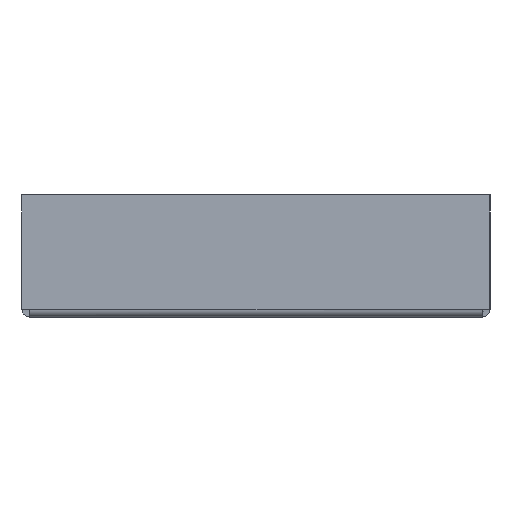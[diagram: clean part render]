
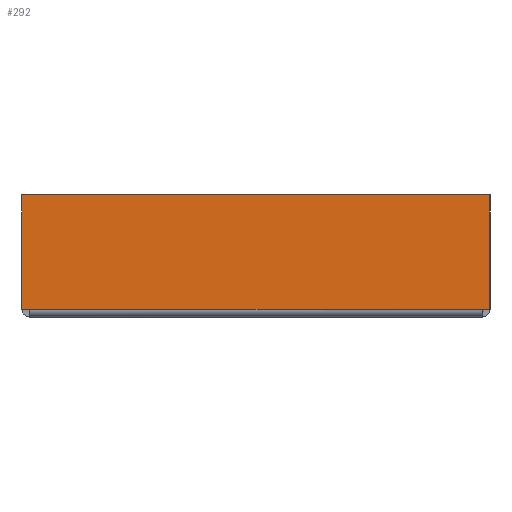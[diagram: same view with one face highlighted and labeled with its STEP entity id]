
A CAD part, left-side view. The second image highlights one B-rep face of the part: STEP entity #292.
In plain terms, the highlighted planar face has unit normal (-1, 0, 0).
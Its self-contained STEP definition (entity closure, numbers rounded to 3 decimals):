
#103 = PLANE ( 'NONE',  #1092 ) ;
#108 = DIRECTION ( 'NONE',  ( 0., -1., 0. ) ) ;
#125 = CARTESIAN_POINT ( 'NONE',  ( -88., -60.493, 2.1 ) ) ;
#144 = DIRECTION ( 'NONE',  ( 0., -1., 0. ) ) ;
#182 = VERTEX_POINT ( 'NONE', #392 ) ;
#292 = ADVANCED_FACE ( 'NONE', ( #1830 ), #103, .F. ) ;
#358 = EDGE_CURVE ( 'NONE', #182, #501, #1740, .T. ) ;
#392 = CARTESIAN_POINT ( 'NONE',  ( -88., 60.493, 2.1 ) ) ;
#423 = ORIENTED_EDGE ( 'NONE', *, *, #1116, .F. ) ;
#437 = VECTOR ( 'NONE', #144, 1000. ) ;
#448 = ORIENTED_EDGE ( 'NONE', *, *, #1017, .T. ) ;
#495 = EDGE_CURVE ( 'NONE', #2363, #1105, #1063, .T. ) ;
#501 = VERTEX_POINT ( 'NONE', #1443 ) ;
#560 = CARTESIAN_POINT ( 'NONE',  ( -88., -62.5, 32.6 ) ) ;
#670 = CARTESIAN_POINT ( 'NONE',  ( -88., 60.493, 2.1 ) ) ;
#686 = LINE ( 'NONE', #897, #437 ) ;
#696 = VECTOR ( 'NONE', #1629, 1000. ) ;
#742 = CARTESIAN_POINT ( 'NONE',  ( -88., -62.5, 32.6 ) ) ;
#779 = VECTOR ( 'NONE', #1244, 1000. ) ;
#833 = DIRECTION ( 'NONE',  ( 0., 0., -1. ) ) ;
#850 = CARTESIAN_POINT ( 'NONE',  ( -88., -60.493, 2.1 ) ) ;
#897 = CARTESIAN_POINT ( 'NONE',  ( -88., -60.493, 2.1 ) ) ;
#925 = DIRECTION ( 'NONE',  ( 0., -1., 0. ) ) ;
#963 = EDGE_LOOP ( 'NONE', ( #423, #984, #1996, #448, #1468, #1279 ) ) ;
#984 = ORIENTED_EDGE ( 'NONE', *, *, #1005, .F. ) ;
#1005 = EDGE_CURVE ( 'NONE', #501, #1891, #1337, .T. ) ;
#1017 = EDGE_CURVE ( 'NONE', #182, #1445, #686, .T. ) ;
#1019 = DIRECTION ( 'NONE',  ( 1., 0., 0. ) ) ;
#1063 = LINE ( 'NONE', #2395, #779 ) ;
#1092 = AXIS2_PLACEMENT_3D ( 'NONE', #1985, #1019, #833 ) ;
#1101 = VECTOR ( 'NONE', #108, 1000. ) ;
#1105 = VERTEX_POINT ( 'NONE', #742 ) ;
#1116 = EDGE_CURVE ( 'NONE', #1891, #1105, #2078, .T. ) ;
#1244 = DIRECTION ( 'NONE',  ( 0., 0., 1. ) ) ;
#1276 = VECTOR ( 'NONE', #1280, 1000. ) ;
#1279 = ORIENTED_EDGE ( 'NONE', *, *, #495, .T. ) ;
#1280 = DIRECTION ( 'NONE',  ( 0., 0., 1. ) ) ;
#1337 = LINE ( 'NONE', #2427, #1276 ) ;
#1361 = EDGE_CURVE ( 'NONE', #1445, #2363, #2253, .T. ) ;
#1443 = CARTESIAN_POINT ( 'NONE',  ( -88., 62.5, 2.1 ) ) ;
#1445 = VERTEX_POINT ( 'NONE', #850 ) ;
#1468 = ORIENTED_EDGE ( 'NONE', *, *, #1361, .T. ) ;
#1477 = CARTESIAN_POINT ( 'NONE',  ( -88., -62.5, 2.1 ) ) ;
#1506 = CARTESIAN_POINT ( 'NONE',  ( -88., 62.5, 32.6 ) ) ;
#1629 = DIRECTION ( 'NONE',  ( 0., 1., 0. ) ) ;
#1740 = LINE ( 'NONE', #670, #696 ) ;
#1830 = FACE_OUTER_BOUND ( 'NONE', #963, .T. ) ;
#1891 = VERTEX_POINT ( 'NONE', #1506 ) ;
#1985 = CARTESIAN_POINT ( 'NONE',  ( -88., -62.5, 32.6 ) ) ;
#1996 = ORIENTED_EDGE ( 'NONE', *, *, #358, .F. ) ;
#2019 = VECTOR ( 'NONE', #925, 1000. ) ;
#2078 = LINE ( 'NONE', #560, #2019 ) ;
#2253 = LINE ( 'NONE', #125, #1101 ) ;
#2363 = VERTEX_POINT ( 'NONE', #1477 ) ;
#2395 = CARTESIAN_POINT ( 'NONE',  ( -88., -62.5, 2.1 ) ) ;
#2427 = CARTESIAN_POINT ( 'NONE',  ( -88., 62.5, 2.1 ) ) ;
